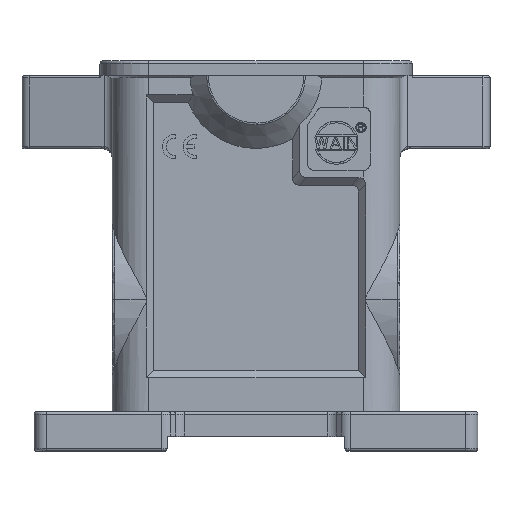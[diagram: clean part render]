
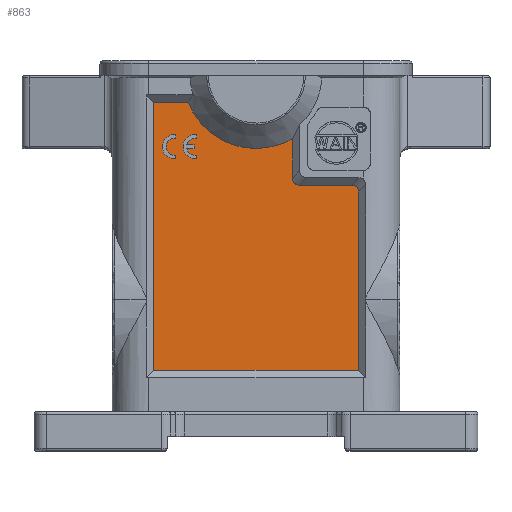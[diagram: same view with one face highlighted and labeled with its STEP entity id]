
A CAD part, top view. The second image highlights one B-rep face of the part: STEP entity #863.
In plain terms, the highlighted planar face has unit normal (0, 0, 1).
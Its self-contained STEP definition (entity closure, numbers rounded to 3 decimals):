
#863=ADVANCED_FACE('NONE',(#2028,#2029,#2030),#1431,.T.);
#1431=PLANE('',#10010);
#1725=B_SPLINE_CURVE_WITH_KNOTS('',3,(#13331,#13332,#13333,#13334,#13335,
#13336),.UNSPECIFIED.,.F.,.F.,(4,2,4),(0.,0.5,1.),.UNSPECIFIED.);
#1726=B_SPLINE_CURVE_WITH_KNOTS('',3,(#13341,#13342,#13343,#13344,#13345,
#13346),.UNSPECIFIED.,.F.,.F.,(4,2,4),(0.,0.5,1.),.UNSPECIFIED.);
#1727=B_SPLINE_CURVE_WITH_KNOTS('',3,(#13350,#13351,#13352,#13353,#13354,
#13355),.UNSPECIFIED.,.F.,.F.,(4,2,4),(0.,0.5,1.),.UNSPECIFIED.);
#2028=FACE_BOUND('',#2111,.T.);
#2029=FACE_BOUND('',#2112,.T.);
#2030=FACE_BOUND('',#2113,.T.);
#2111=EDGE_LOOP('',(#2978,#2979,#2980,#2981,#2982,#2983));
#2112=EDGE_LOOP('',(#2984,#2985,#2986,#2987,#2988,#2989,#2990,#2991,#2992));
#2113=EDGE_LOOP('',(#2993,#2994,#2995,#2996,#2997,#2998,#2999,#3000,#3001));
#2729=CIRCLE('',#10005,2.5);
#2730=CIRCLE('',#10006,1.746);
#2731=CIRCLE('',#10007,1.746);
#2732=CIRCLE('',#10008,2.5);
#2733=CIRCLE('',#10009,1.746);
#2978=ORIENTED_EDGE('',*,*,#6792,.F.);
#2979=ORIENTED_EDGE('',*,*,#6793,.F.);
#2980=ORIENTED_EDGE('',*,*,#6794,.F.);
#2981=ORIENTED_EDGE('',*,*,#6795,.F.);
#2982=ORIENTED_EDGE('',*,*,#6796,.F.);
#2983=ORIENTED_EDGE('',*,*,#6797,.F.);
#2984=ORIENTED_EDGE('',*,*,#6798,.T.);
#2985=ORIENTED_EDGE('',*,*,#6799,.F.);
#2986=ORIENTED_EDGE('',*,*,#6800,.F.);
#2987=ORIENTED_EDGE('',*,*,#6801,.F.);
#2988=ORIENTED_EDGE('',*,*,#6802,.F.);
#2989=ORIENTED_EDGE('',*,*,#6803,.F.);
#2990=ORIENTED_EDGE('',*,*,#6804,.T.);
#2991=ORIENTED_EDGE('',*,*,#6805,.T.);
#2992=ORIENTED_EDGE('',*,*,#6806,.T.);
#2993=ORIENTED_EDGE('',*,*,#6807,.F.);
#2994=ORIENTED_EDGE('',*,*,#6808,.F.);
#2995=ORIENTED_EDGE('',*,*,#6809,.F.);
#2996=ORIENTED_EDGE('',*,*,#6810,.F.);
#2997=ORIENTED_EDGE('',*,*,#6811,.F.);
#2998=ORIENTED_EDGE('',*,*,#6812,.F.);
#2999=ORIENTED_EDGE('',*,*,#6813,.F.);
#3000=ORIENTED_EDGE('',*,*,#6814,.F.);
#3001=ORIENTED_EDGE('',*,*,#6815,.F.);
#5874=VERTEX_POINT('',#13320);
#5875=VERTEX_POINT('',#13321);
#5876=VERTEX_POINT('',#13323);
#5877=VERTEX_POINT('',#13325);
#5878=VERTEX_POINT('',#13327);
#5879=VERTEX_POINT('',#13329);
#5880=VERTEX_POINT('',#13337);
#5881=VERTEX_POINT('',#13338);
#5882=VERTEX_POINT('',#13340);
#5883=VERTEX_POINT('',#13347);
#5884=VERTEX_POINT('',#13349);
#5885=VERTEX_POINT('',#13356);
#5886=VERTEX_POINT('',#13358);
#5887=VERTEX_POINT('',#13360);
#5888=VERTEX_POINT('',#13362);
#5889=VERTEX_POINT('',#13365);
#5890=VERTEX_POINT('',#13366);
#5891=VERTEX_POINT('',#13368);
#5892=VERTEX_POINT('',#13370);
#5893=VERTEX_POINT('',#13372);
#5894=VERTEX_POINT('',#13374);
#5895=VERTEX_POINT('',#13376);
#5896=VERTEX_POINT('',#13378);
#5897=VERTEX_POINT('',#13380);
#6792=EDGE_CURVE('',#5874,#5875,#8240,.T.);
#6793=EDGE_CURVE('',#5876,#5874,#8241,.T.);
#6794=EDGE_CURVE('',#5877,#5876,#2729,.T.);
#6795=EDGE_CURVE('',#5878,#5877,#8242,.T.);
#6796=EDGE_CURVE('',#5879,#5878,#8243,.T.);
#6797=EDGE_CURVE('',#5875,#5879,#2730,.T.);
#6798=EDGE_CURVE('NONE',#5880,#5881,#1725,.T.);
#6799=EDGE_CURVE('NONE',#5882,#5881,#8244,.T.);
#6800=EDGE_CURVE('NONE',#5883,#5882,#1726,.T.);
#6801=EDGE_CURVE('NONE',#5884,#5883,#8245,.T.);
#6802=EDGE_CURVE('NONE',#5885,#5884,#1727,.T.);
#6803=EDGE_CURVE('NONE',#5886,#5885,#8246,.T.);
#6804=EDGE_CURVE('NONE',#5886,#5887,#8247,.T.);
#6805=EDGE_CURVE('NONE',#5887,#5888,#8248,.T.);
#6806=EDGE_CURVE('NONE',#5888,#5880,#8249,.T.);
#6807=EDGE_CURVE('',#5889,#5890,#8250,.T.);
#6808=EDGE_CURVE('',#5891,#5889,#8251,.T.);
#6809=EDGE_CURVE('',#5892,#5891,#2731,.T.);
#6810=EDGE_CURVE('',#5893,#5892,#8252,.T.);
#6811=EDGE_CURVE('',#5894,#5893,#8253,.T.);
#6812=EDGE_CURVE('',#5895,#5894,#2732,.T.);
#6813=EDGE_CURVE('',#5896,#5895,#8254,.T.);
#6814=EDGE_CURVE('',#5897,#5896,#2733,.T.);
#6815=EDGE_CURVE('',#5890,#5897,#8255,.T.);
#8240=LINE('',#13319,#9120);
#8241=LINE('',#13322,#9121);
#8242=LINE('',#13326,#9122);
#8243=LINE('',#13328,#9123);
#8244=LINE('',#13339,#9124);
#8245=LINE('',#13348,#9125);
#8246=LINE('',#13357,#9126);
#8247=LINE('',#13359,#9127);
#8248=LINE('',#13361,#9128);
#8249=LINE('',#13363,#9129);
#8250=LINE('',#13364,#9130);
#8251=LINE('',#13367,#9131);
#8252=LINE('',#13371,#9132);
#8253=LINE('',#13373,#9133);
#8254=LINE('',#13377,#9134);
#8255=LINE('',#13381,#9135);
#9120=VECTOR('',#10816,1.);
#9121=VECTOR('',#10817,1.);
#9122=VECTOR('',#10820,1.);
#9123=VECTOR('',#10821,1.);
#9124=VECTOR('',#10824,1.);
#9125=VECTOR('',#10825,1.);
#9126=VECTOR('',#10826,1.);
#9127=VECTOR('',#10827,1.);
#9128=VECTOR('',#10828,1.);
#9129=VECTOR('',#10829,1.);
#9130=VECTOR('',#10830,1.);
#9131=VECTOR('',#10831,1.);
#9132=VECTOR('',#10834,1.);
#9133=VECTOR('',#10835,1.);
#9134=VECTOR('',#10838,1.);
#9135=VECTOR('',#10841,1.);
#10005=AXIS2_PLACEMENT_3D('',#13324,#10818,#10819);
#10006=AXIS2_PLACEMENT_3D('',#13330,#10822,#10823);
#10007=AXIS2_PLACEMENT_3D('',#13369,#10832,#10833);
#10008=AXIS2_PLACEMENT_3D('',#13375,#10836,#10837);
#10009=AXIS2_PLACEMENT_3D('',#13379,#10839,#10840);
#10010=AXIS2_PLACEMENT_3D('',#13382,#10842,#10843);
#10816=DIRECTION('',(0.,1.,0.));
#10817=DIRECTION('',(1.,0.024,0.));
#10818=DIRECTION('',(0.,0.,1.));
#10819=DIRECTION('',(1.,0.,0.));
#10820=DIRECTION('',(0.,1.,0.));
#10821=DIRECTION('',(0.999,-0.055,0.));
#10822=DIRECTION('',(0.,0.,-1.));
#10823=DIRECTION('',(1.,0.,0.));
#10824=DIRECTION('',(1.,0.,0.));
#10825=DIRECTION('',(0.,-1.,0.));
#10826=DIRECTION('',(1.,0.,0.));
#10827=DIRECTION('',(0.,-1.,0.));
#10828=DIRECTION('',(1.,0.,0.));
#10829=DIRECTION('',(0.,1.,0.));
#10830=DIRECTION('',(0.,1.,0.));
#10831=DIRECTION('',(1.,0.,0.));
#10832=DIRECTION('',(0.,0.,-1.));
#10833=DIRECTION('',(1.,0.,0.));
#10834=DIRECTION('',(0.,1.,0.));
#10835=DIRECTION('',(1.,0.024,0.));
#10836=DIRECTION('',(0.,0.,1.));
#10837=DIRECTION('',(1.,0.,0.));
#10838=DIRECTION('',(0.,1.,0.));
#10839=DIRECTION('',(0.,0.,-1.));
#10840=DIRECTION('',(1.,0.,0.));
#10841=DIRECTION('',(-1.,0.,0.));
#10842=DIRECTION('',(0.,0.,1.));
#10843=DIRECTION('',(1.,0.,0.));
#13319=CARTESIAN_POINT('',(-16.441,59.905,21.));
#13320=CARTESIAN_POINT('',(-16.441,59.905,21.));
#13321=CARTESIAN_POINT('',(-16.441,60.659,21.));
#13322=CARTESIAN_POINT('',(-16.866,59.894,21.));
#13323=CARTESIAN_POINT('',(-16.866,59.894,21.));
#13324=CARTESIAN_POINT('',(-16.714,62.39,21.));
#13325=CARTESIAN_POINT('',(-16.441,64.875,21.));
#13326=CARTESIAN_POINT('',(-16.441,64.111,21.));
#13327=CARTESIAN_POINT('',(-16.441,64.111,21.));
#13328=CARTESIAN_POINT('',(-16.78,64.13,21.));
#13329=CARTESIAN_POINT('',(-16.78,64.13,21.));
#13330=CARTESIAN_POINT('',(-16.706,62.385,21.));
#13331=CARTESIAN_POINT('',(21.,53.086,21.));
#13332=CARTESIAN_POINT('',(21.009,53.469,21.));
#13333=CARTESIAN_POINT('',(20.877,53.865,21.));
#13334=CARTESIAN_POINT('',(20.366,54.377,21.));
#13335=CARTESIAN_POINT('',(19.971,54.509,21.));
#13336=CARTESIAN_POINT('',(19.586,54.5,21.));
#13337=CARTESIAN_POINT('',(21.,53.086,21.));
#13338=CARTESIAN_POINT('',(19.586,54.5,21.));
#13339=CARTESIAN_POINT('',(15.,54.5,21.));
#13340=CARTESIAN_POINT('',(8.914,54.5,21.));
#13341=CARTESIAN_POINT('',(7.5,55.914,21.));
#13342=CARTESIAN_POINT('',(7.495,55.526,20.995));
#13343=CARTESIAN_POINT('',(7.625,55.133,21.));
#13344=CARTESIAN_POINT('',(8.133,54.625,21.));
#13345=CARTESIAN_POINT('',(8.526,54.495,20.995));
#13346=CARTESIAN_POINT('',(8.914,54.5,21.));
#13347=CARTESIAN_POINT('',(7.5,55.914,21.));
#13348=CARTESIAN_POINT('',(7.5,60.005,21.));
#13349=CARTESIAN_POINT('',(7.5,64.01,21.));
#13350=CARTESIAN_POINT('',(-13.955,71.5,21.));
#13351=CARTESIAN_POINT('',(-12.38,67.502,21.));
#13352=CARTESIAN_POINT('',(-9.001,64.255,21.));
#13353=CARTESIAN_POINT('',(-0.887,61.422,21.));
#13354=CARTESIAN_POINT('',(3.778,61.861,21.));
#13355=CARTESIAN_POINT('',(7.5,64.01,21.));
#13356=CARTESIAN_POINT('',(-13.955,71.5,21.));
#13357=CARTESIAN_POINT('',(-17.478,71.5,21.));
#13358=CARTESIAN_POINT('',(-21.,71.5,21.));
#13359=CARTESIAN_POINT('',(-21.,0.,21.));
#13360=CARTESIAN_POINT('',(-21.,16.5,21.));
#13361=CARTESIAN_POINT('',(-29.5,16.5,21.));
#13362=CARTESIAN_POINT('',(21.,16.5,21.));
#13363=CARTESIAN_POINT('',(21.,0.,21.));
#13364=CARTESIAN_POINT('',(-12.716,62.007,21.));
#13365=CARTESIAN_POINT('',(-12.716,62.007,21.));
#13366=CARTESIAN_POINT('',(-12.716,62.763,21.));
#13367=CARTESIAN_POINT('',(-14.17,62.007,21.));
#13368=CARTESIAN_POINT('',(-14.17,62.007,21.));
#13369=CARTESIAN_POINT('',(-12.465,62.38,21.));
#13370=CARTESIAN_POINT('',(-12.2,60.654,21.));
#13371=CARTESIAN_POINT('',(-12.2,59.9,21.));
#13372=CARTESIAN_POINT('',(-12.2,59.9,21.));
#13373=CARTESIAN_POINT('',(-12.625,59.89,21.));
#13374=CARTESIAN_POINT('',(-12.625,59.89,21.));
#13375=CARTESIAN_POINT('',(-12.473,62.385,21.));
#13376=CARTESIAN_POINT('',(-12.2,64.87,21.));
#13377=CARTESIAN_POINT('',(-12.2,64.106,21.));
#13378=CARTESIAN_POINT('',(-12.2,64.106,21.));
#13379=CARTESIAN_POINT('',(-12.465,62.38,21.));
#13380=CARTESIAN_POINT('',(-14.168,62.763,21.));
#13381=CARTESIAN_POINT('',(-12.716,62.763,21.));
#13382=CARTESIAN_POINT('',(-29.5,0.,21.));
